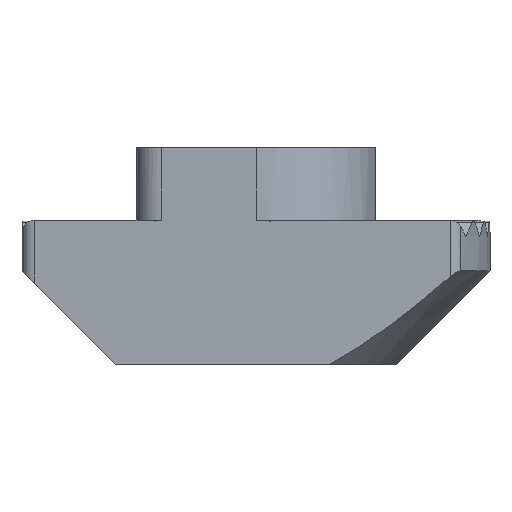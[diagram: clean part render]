
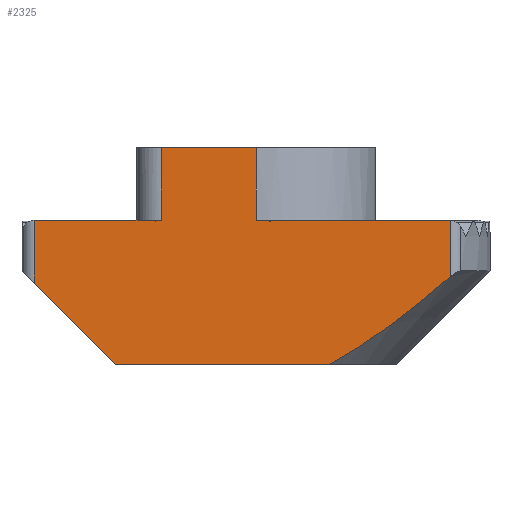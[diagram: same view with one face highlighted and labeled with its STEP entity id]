
A CAD part, front view. The second image highlights one B-rep face of the part: STEP entity #2325.
In plain terms, the highlighted planar face has unit normal (0, -1, 0).
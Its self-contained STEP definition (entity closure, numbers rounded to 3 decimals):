
#67 = DIRECTION ( 'NONE',  ( 1., 0., 0. ) ) ;
#135 = CARTESIAN_POINT ( 'NONE',  ( 7.879, -4.85, 5.9 ) ) ;
#157 = ORIENTED_EDGE ( 'NONE', *, *, #1924, .F. ) ;
#164 = EDGE_CURVE ( 'NONE', #521, #203, #1308, .T. ) ;
#179 = VERTEX_POINT ( 'NONE', #526 ) ;
#203 = VERTEX_POINT ( 'NONE', #504 ) ;
#208 = VERTEX_POINT ( 'NONE', #1881 ) ;
#252 = LINE ( 'NONE', #135, #289 ) ;
#259 = VECTOR ( 'NONE', #290, 1000. ) ;
#270 = VERTEX_POINT ( 'NONE', #2317 ) ;
#289 = VECTOR ( 'NONE', #1270, 1000. ) ;
#290 = DIRECTION ( 'NONE',  ( 0., 0., 1. ) ) ;
#293 = B_SPLINE_CURVE_WITH_KNOTS ( 'NONE', 3,
 ( #1142, #1160, #837, #828, #824, #815, #806, #799 ),
 .UNSPECIFIED., .F., .F.,
 ( 4, 2, 2, 4 ),
 ( 0., 0.003, 0.005, 0.006 ),
 .UNSPECIFIED. ) ;
#393 = VERTEX_POINT ( 'NONE', #538 ) ;
#396 = VECTOR ( 'NONE', #571, 1000. ) ;
#404 = DIRECTION ( 'NONE',  ( 1., 0., 0. ) ) ;
#445 = ORIENTED_EDGE ( 'NONE', *, *, #2394, .F. ) ;
#483 = CARTESIAN_POINT ( 'NONE',  ( -5.7, -4.85, 0. ) ) ;
#504 = CARTESIAN_POINT ( 'NONE',  ( -3.85, -4.85, 8.8 ) ) ;
#507 = CARTESIAN_POINT ( 'NONE',  ( 0., -4.85, 8.8 ) ) ;
#509 = DIRECTION ( 'NONE',  ( 0., 0., -1. ) ) ;
#521 = VERTEX_POINT ( 'NONE', #672 ) ;
#526 = CARTESIAN_POINT ( 'NONE',  ( 0., -4.85, 5.85 ) ) ;
#532 = VECTOR ( 'NONE', #67, 1000. ) ;
#538 = CARTESIAN_POINT ( 'NONE',  ( 2.995, -4.85, 0. ) ) ;
#552 = CARTESIAN_POINT ( 'NONE',  ( -3.85, -4.85, 5.9 ) ) ;
#571 = DIRECTION ( 'NONE',  ( 0., 0., 1. ) ) ;
#578 = ORIENTED_EDGE ( 'NONE', *, *, #164, .F. ) ;
#602 = EDGE_CURVE ( 'NONE', #1369, #179, #1251, .T. ) ;
#608 = CARTESIAN_POINT ( 'NONE',  ( -9.5, -4.85, 5.85 ) ) ;
#672 = CARTESIAN_POINT ( 'NONE',  ( -3.85, -4.85, 5.85 ) ) ;
#716 = DIRECTION ( 'NONE',  ( 1., 0., 0. ) ) ;
#726 = LINE ( 'NONE', #2266, #532 ) ;
#751 = VECTOR ( 'NONE', #1612, 1000. ) ;
#799 = CARTESIAN_POINT ( 'NONE',  ( 2.995, -4.85, 0. ) ) ;
#806 = CARTESIAN_POINT ( 'NONE',  ( 3.445, -4.85, 0.237 ) ) ;
#815 = CARTESIAN_POINT ( 'NONE',  ( 3.875, -4.85, 0.5 ) ) ;
#824 = CARTESIAN_POINT ( 'NONE',  ( 4.715, -4.85, 1.057 ) ) ;
#828 = CARTESIAN_POINT ( 'NONE',  ( 5.124, -4.85, 1.35 ) ) ;
#837 = CARTESIAN_POINT ( 'NONE',  ( 6.331, -4.85, 2.258 ) ) ;
#856 = VERTEX_POINT ( 'NONE', #1232 ) ;
#877 = CARTESIAN_POINT ( 'NONE',  ( -9.5, -4.85, 5.9 ) ) ;
#994 = LINE ( 'NONE', #1432, #259 ) ;
#1067 = PLANE ( 'NONE',  #1581 ) ;
#1093 = ORIENTED_EDGE ( 'NONE', *, *, #602, .F. ) ;
#1139 = FACE_OUTER_BOUND ( 'NONE', #1153, .T. ) ;
#1142 = CARTESIAN_POINT ( 'NONE',  ( 7.879, -4.85, 3.552 ) ) ;
#1153 = EDGE_LOOP ( 'NONE', ( #578, #1236, #2199, #1735, #1721, #1533, #1421, #157, #1093, #445 ) ) ;
#1160 = CARTESIAN_POINT ( 'NONE',  ( 7.11, -4.85, 2.898 ) ) ;
#1195 = LINE ( 'NONE', #507, #1961 ) ;
#1218 = VERTEX_POINT ( 'NONE', #1957 ) ;
#1223 = EDGE_CURVE ( 'NONE', #208, #856, #252, .T. ) ;
#1232 = CARTESIAN_POINT ( 'NONE',  ( 7.879, -4.85, 3.552 ) ) ;
#1236 = ORIENTED_EDGE ( 'NONE', *, *, #1857, .F. ) ;
#1244 = CARTESIAN_POINT ( 'NONE',  ( -9., -4.85, 3.3 ) ) ;
#1251 = LINE ( 'NONE', #2014, #1276 ) ;
#1255 = DIRECTION ( 'NONE',  ( 0., 0., 1. ) ) ;
#1270 = DIRECTION ( 'NONE',  ( 0., 0., -1. ) ) ;
#1276 = VECTOR ( 'NONE', #509, 1000. ) ;
#1308 = LINE ( 'NONE', #552, #396 ) ;
#1369 = VERTEX_POINT ( 'NONE', #1914 ) ;
#1421 = ORIENTED_EDGE ( 'NONE', *, *, #1223, .F. ) ;
#1432 = CARTESIAN_POINT ( 'NONE',  ( -9., -4.85, 5.9 ) ) ;
#1533 = ORIENTED_EDGE ( 'NONE', *, *, #1817, .F. ) ;
#1564 = CARTESIAN_POINT ( 'NONE',  ( 0., -4.85, 0. ) ) ;
#1572 = DIRECTION ( 'NONE',  ( 1., 0., 0. ) ) ;
#1581 = AXIS2_PLACEMENT_3D ( 'NONE', #877, #1787, #1255 ) ;
#1612 = DIRECTION ( 'NONE',  ( -0.707, 0., 0.707 ) ) ;
#1721 = ORIENTED_EDGE ( 'NONE', *, *, #2061, .T. ) ;
#1735 = ORIENTED_EDGE ( 'NONE', *, *, #2352, .F. ) ;
#1787 = DIRECTION ( 'NONE',  ( 0., 1., 0. ) ) ;
#1817 = EDGE_CURVE ( 'NONE', #856, #393, #293, .T. ) ;
#1857 = EDGE_CURVE ( 'NONE', #270, #521, #2377, .T. ) ;
#1876 = LINE ( 'NONE', #1564, #2196 ) ;
#1881 = CARTESIAN_POINT ( 'NONE',  ( 7.879, -4.85, 5.85 ) ) ;
#1914 = CARTESIAN_POINT ( 'NONE',  ( 0., -4.85, 8.8 ) ) ;
#1924 = EDGE_CURVE ( 'NONE', #179, #208, #726, .T. ) ;
#1957 = CARTESIAN_POINT ( 'NONE',  ( -5.7, -4.85, 0. ) ) ;
#1961 = VECTOR ( 'NONE', #716, 1000. ) ;
#2014 = CARTESIAN_POINT ( 'NONE',  ( 0., -4.85, 8.8 ) ) ;
#2061 = EDGE_CURVE ( 'NONE', #1218, #393, #1876, .T. ) ;
#2116 = VERTEX_POINT ( 'NONE', #1244 ) ;
#2141 = EDGE_CURVE ( 'NONE', #2116, #270, #994, .T. ) ;
#2196 = VECTOR ( 'NONE', #1572, 1000. ) ;
#2199 = ORIENTED_EDGE ( 'NONE', *, *, #2141, .F. ) ;
#2266 = CARTESIAN_POINT ( 'NONE',  ( -9.5, -4.85, 5.85 ) ) ;
#2305 = LINE ( 'NONE', #483, #751 ) ;
#2317 = CARTESIAN_POINT ( 'NONE',  ( -9., -4.85, 5.85 ) ) ;
#2318 = VECTOR ( 'NONE', #404, 1000. ) ;
#2325 = ADVANCED_FACE ( 'NONE', ( #1139 ), #1067, .F. ) ;
#2352 = EDGE_CURVE ( 'NONE', #1218, #2116, #2305, .T. ) ;
#2377 = LINE ( 'NONE', #608, #2318 ) ;
#2394 = EDGE_CURVE ( 'NONE', #203, #1369, #1195, .T. ) ;
